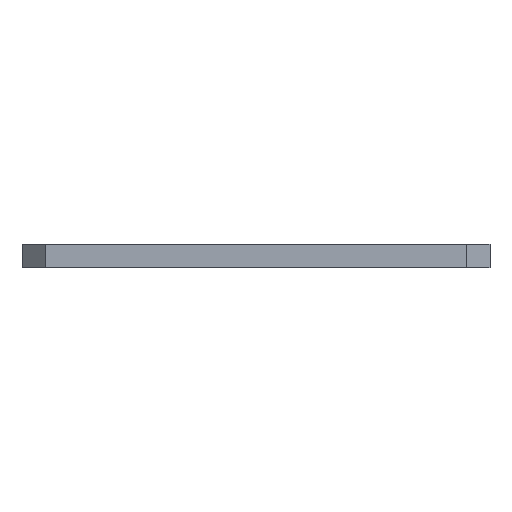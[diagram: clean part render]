
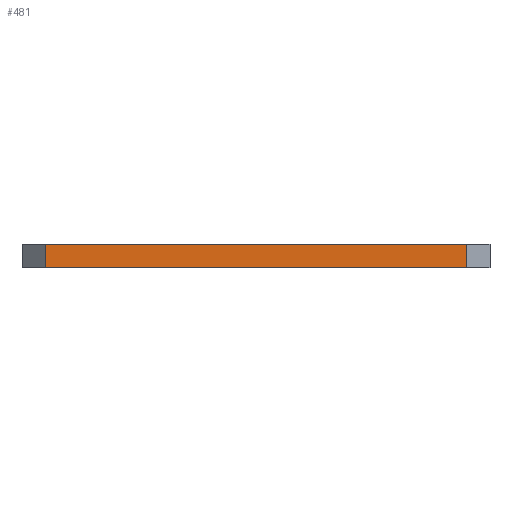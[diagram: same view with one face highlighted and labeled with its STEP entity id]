
A CAD part, front view. The second image highlights one B-rep face of the part: STEP entity #481.
In plain terms, the highlighted planar face has unit normal (0, -1, 0).
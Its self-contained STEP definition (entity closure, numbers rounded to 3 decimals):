
#29 = ORIENTED_EDGE ( 'NONE', *, *, #645, .T. ) ;
#39 = CARTESIAN_POINT ( 'NONE',  ( 38., -60., -2. ) ) ;
#43 = LINE ( 'NONE', #39, #723 ) ;
#47 = CARTESIAN_POINT ( 'NONE',  ( 38., -60., -2. ) ) ;
#82 = CARTESIAN_POINT ( 'NONE',  ( 38., -60., 0. ) ) ;
#93 = FACE_OUTER_BOUND ( 'NONE', #696, .T. ) ;
#119 = CARTESIAN_POINT ( 'NONE',  ( 0., -60., 0. ) ) ;
#130 = CARTESIAN_POINT ( 'NONE',  ( 2., -60., 0. ) ) ;
#157 = ORIENTED_EDGE ( 'NONE', *, *, #432, .T. ) ;
#176 = LINE ( 'NONE', #328, #486 ) ;
#191 = VERTEX_POINT ( 'NONE', #668 ) ;
#212 = CARTESIAN_POINT ( 'NONE',  ( 0., -60., -2. ) ) ;
#241 = ORIENTED_EDGE ( 'NONE', *, *, #543, .T. ) ;
#249 = ORIENTED_EDGE ( 'NONE', *, *, #597, .F. ) ;
#269 = DIRECTION ( 'NONE',  ( 0., 0., 1. ) ) ;
#274 = DIRECTION ( 'NONE',  ( -1., 0., 0. ) ) ;
#312 = DIRECTION ( 'NONE',  ( 0., 0., 1. ) ) ;
#328 = CARTESIAN_POINT ( 'NONE',  ( 0., -60., -2. ) ) ;
#386 = CARTESIAN_POINT ( 'NONE',  ( 2., -60., -2. ) ) ;
#396 = LINE ( 'NONE', #119, #712 ) ;
#399 = AXIS2_PLACEMENT_3D ( 'NONE', #212, #722, #312 ) ;
#426 = PLANE ( 'NONE',  #399 ) ;
#432 = EDGE_CURVE ( 'NONE', #541, #707, #43, .T. ) ;
#481 = ADVANCED_FACE ( 'NONE', ( #93 ), #426, .F. ) ;
#486 = VECTOR ( 'NONE', #687, 1000. ) ;
#541 = VERTEX_POINT ( 'NONE', #47 ) ;
#543 = EDGE_CURVE ( 'NONE', #707, #686, #396, .T. ) ;
#591 = VECTOR ( 'NONE', #620, 1000. ) ;
#597 = EDGE_CURVE ( 'NONE', #541, #191, #176, .T. ) ;
#620 = DIRECTION ( 'NONE',  ( 0., 0., -1. ) ) ;
#645 = EDGE_CURVE ( 'NONE', #686, #191, #675, .T. ) ;
#668 = CARTESIAN_POINT ( 'NONE',  ( 2., -60., -2. ) ) ;
#675 = LINE ( 'NONE', #386, #591 ) ;
#686 = VERTEX_POINT ( 'NONE', #130 ) ;
#687 = DIRECTION ( 'NONE',  ( -1., 0., 0. ) ) ;
#696 = EDGE_LOOP ( 'NONE', ( #249, #157, #241, #29 ) ) ;
#707 = VERTEX_POINT ( 'NONE', #82 ) ;
#712 = VECTOR ( 'NONE', #274, 1000. ) ;
#722 = DIRECTION ( 'NONE',  ( 0., 1., 0. ) ) ;
#723 = VECTOR ( 'NONE', #269, 1000. ) ;
